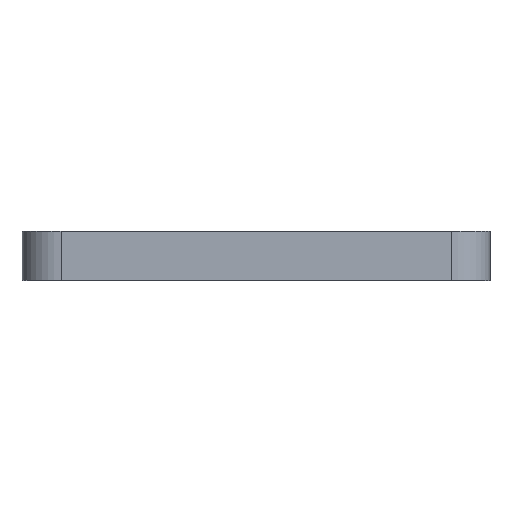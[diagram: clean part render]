
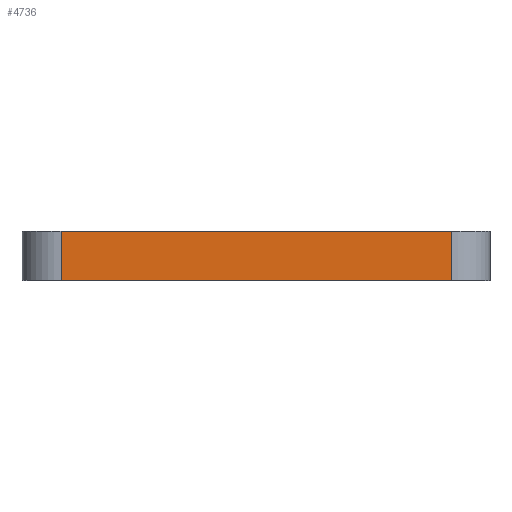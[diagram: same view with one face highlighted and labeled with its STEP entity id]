
A CAD part, top view. The second image highlights one B-rep face of the part: STEP entity #4736.
In plain terms, the highlighted planar face has unit normal (0, 0, 1).
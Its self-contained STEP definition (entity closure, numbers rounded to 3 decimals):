
#344 = VERTEX_POINT ( 'NONE', #4824 ) ;
#1010 = DIRECTION ( 'NONE',  ( -1., 0., 0. ) ) ;
#1405 = FACE_OUTER_BOUND ( 'NONE', #2563, .T. ) ;
#1422 = VECTOR ( 'NONE', #3102, 1000. ) ;
#1454 = EDGE_CURVE ( 'NONE', #344, #6972, #3271, .T. ) ;
#1558 = EDGE_CURVE ( 'NONE', #2200, #344, #4838, .T. ) ;
#1792 = VECTOR ( 'NONE', #3169, 1000. ) ;
#1827 = DIRECTION ( 'NONE',  ( 0., 1., 0. ) ) ;
#2124 = LINE ( 'NONE', #6391, #1422 ) ;
#2134 = CARTESIAN_POINT ( 'NONE',  ( 25., -6.3, 30. ) ) ;
#2196 = CARTESIAN_POINT ( 'NONE',  ( 25., -6.3, 30. ) ) ;
#2200 = VERTEX_POINT ( 'NONE', #2134 ) ;
#2563 = EDGE_LOOP ( 'NONE', ( #3935, #3418, #6139, #3554 ) ) ;
#2734 = PLANE ( 'NONE',  #5445 ) ;
#2808 = VECTOR ( 'NONE', #1827, 1000. ) ;
#2900 = LINE ( 'NONE', #4115, #2808 ) ;
#3102 = DIRECTION ( 'NONE',  ( 1., 0., 0. ) ) ;
#3169 = DIRECTION ( 'NONE',  ( 0., 1., 0. ) ) ;
#3271 = LINE ( 'NONE', #7094, #1792 ) ;
#3274 = CARTESIAN_POINT ( 'NONE',  ( -66.141, -5.8, 30. ) ) ;
#3418 = ORIENTED_EDGE ( 'NONE', *, *, #1454, .F. ) ;
#3482 = EDGE_CURVE ( 'NONE', #6972, #4954, #2124, .T. ) ;
#3554 = ORIENTED_EDGE ( 'NONE', *, *, #6065, .T. ) ;
#3935 = ORIENTED_EDGE ( 'NONE', *, *, #3482, .F. ) ;
#4115 = CARTESIAN_POINT ( 'NONE',  ( 25., -5.8, 30. ) ) ;
#4380 = DIRECTION ( 'NONE',  ( 1., 0., 0. ) ) ;
#4416 = CARTESIAN_POINT ( 'NONE',  ( -25., 0., 30. ) ) ;
#4736 = ADVANCED_FACE ( 'NONE', ( #1405 ), #2734, .T. ) ;
#4824 = CARTESIAN_POINT ( 'NONE',  ( -25., -6.3, 30. ) ) ;
#4838 = LINE ( 'NONE', #2196, #5002 ) ;
#4954 = VERTEX_POINT ( 'NONE', #6231 ) ;
#5002 = VECTOR ( 'NONE', #1010, 1000. ) ;
#5445 = AXIS2_PLACEMENT_3D ( 'NONE', #3274, #7189, #4380 ) ;
#6065 = EDGE_CURVE ( 'NONE', #2200, #4954, #2900, .T. ) ;
#6139 = ORIENTED_EDGE ( 'NONE', *, *, #1558, .F. ) ;
#6231 = CARTESIAN_POINT ( 'NONE',  ( 25., 0., 30. ) ) ;
#6391 = CARTESIAN_POINT ( 'NONE',  ( -66.141, 0., 30. ) ) ;
#6972 = VERTEX_POINT ( 'NONE', #4416 ) ;
#7094 = CARTESIAN_POINT ( 'NONE',  ( -25., -5.8, 30. ) ) ;
#7189 = DIRECTION ( 'NONE',  ( 0., 0., 1. ) ) ;
